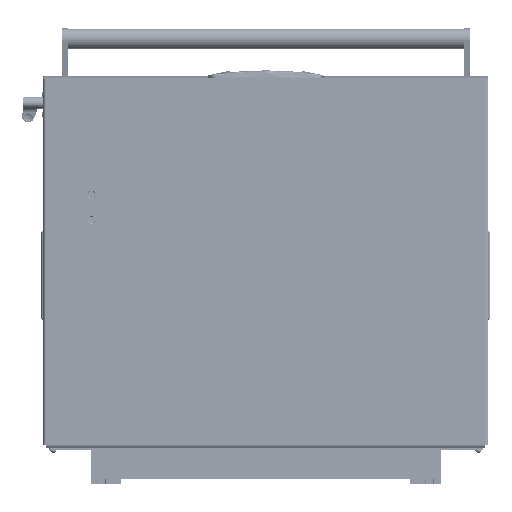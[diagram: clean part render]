
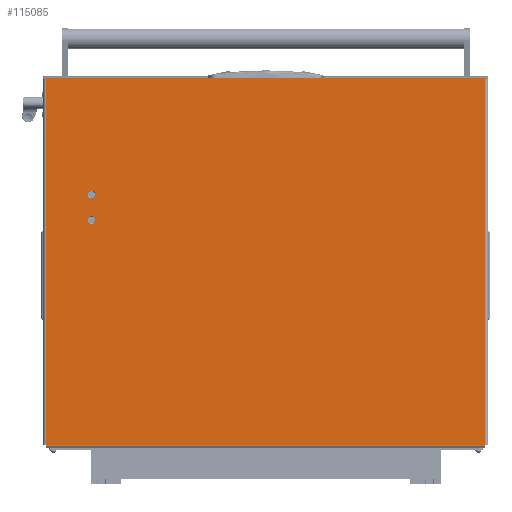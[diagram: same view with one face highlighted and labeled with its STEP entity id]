
A CAD part, front view. The second image highlights one B-rep face of the part: STEP entity #115085.
In plain terms, the highlighted face is planar.
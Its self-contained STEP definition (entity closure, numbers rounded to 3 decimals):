
#527 = DIRECTION ( 'NONE',  ( 0., 1., 0. ) ) ;
#3464 = CARTESIAN_POINT ( 'NONE',  ( 189.8, 545., 0. ) ) ;
#4024 = ORIENTED_EDGE ( 'NONE', *, *, #86496, .T. ) ;
#5686 = CARTESIAN_POINT ( 'NONE',  ( 0., -2., 0. ) ) ;
#7585 = CIRCLE ( 'NONE', #60125, 5.2 ) ;
#7591 = CARTESIAN_POINT ( 'NONE',  ( -2., 610., 0. ) ) ;
#7988 = ORIENTED_EDGE ( 'NONE', *, *, #30363, .T. ) ;
#8027 = CARTESIAN_POINT ( 'NONE',  ( -2., -2., 0. ) ) ;
#8699 = LINE ( 'NONE', #10125, #35116 ) ;
#9023 = AXIS2_PLACEMENT_3D ( 'NONE', #47474, #79707, #48168 ) ;
#10125 = CARTESIAN_POINT ( 'NONE',  ( 0., 0., 0. ) ) ;
#11187 = CARTESIAN_POINT ( 'NONE',  ( 160., 545., 0. ) ) ;
#12717 = AXIS2_PLACEMENT_3D ( 'NONE', #81238, #70450, #124915 ) ;
#14953 = EDGE_LOOP ( 'NONE', ( #100311, #17705 ) ) ;
#15630 = LINE ( 'NONE', #113709, #108118 ) ;
#16248 = VECTOR ( 'NONE', #527, 1000. ) ;
#17391 = DIRECTION ( 'NONE',  ( 0., 0., -1. ) ) ;
#17705 = ORIENTED_EDGE ( 'NONE', *, *, #95521, .F. ) ;
#19459 = LINE ( 'NONE', #53820, #106672 ) ;
#20565 = CARTESIAN_POINT ( 'NONE',  ( 506., 0., 0. ) ) ;
#23958 = AXIS2_PLACEMENT_3D ( 'NONE', #63701, #30086, #73714 ) ;
#26134 = DIRECTION ( 'NONE',  ( -1., 0., 0. ) ) ;
#26723 = EDGE_CURVE ( 'NONE', #107209, #36135, #98242, .T. ) ;
#27473 = FACE_BOUND ( 'NONE', #14953, .T. ) ;
#30086 = DIRECTION ( 'NONE',  ( 0., 0., -1. ) ) ;
#30363 = EDGE_CURVE ( 'NONE', #136037, #120490, #15630, .T. ) ;
#35116 = VECTOR ( 'NONE', #53784, 1000. ) ;
#36135 = VERTEX_POINT ( 'NONE', #118844 ) ;
#39959 = VERTEX_POINT ( 'NONE', #98153 ) ;
#40120 = DIRECTION ( 'NONE',  ( 1., 0., 0. ) ) ;
#40268 = LINE ( 'NONE', #106809, #46625 ) ;
#40408 = ORIENTED_EDGE ( 'NONE', *, *, #82752, .T. ) ;
#45883 = ORIENTED_EDGE ( 'NONE', *, *, #59323, .F. ) ;
#46625 = VECTOR ( 'NONE', #116854, 1000. ) ;
#47474 = CARTESIAN_POINT ( 'NONE',  ( 160., 545., 0. ) ) ;
#48168 = DIRECTION ( 'NONE',  ( -1., 0., 0. ) ) ;
#48282 = ORIENTED_EDGE ( 'NONE', *, *, #72466, .T. ) ;
#52586 = VECTOR ( 'NONE', #26134, 1000. ) ;
#52804 = VERTEX_POINT ( 'NONE', #3464 ) ;
#53102 = DIRECTION ( 'NONE',  ( 0., 1., 0. ) ) ;
#53784 = DIRECTION ( 'NONE',  ( 1., 0., 0. ) ) ;
#53820 = CARTESIAN_POINT ( 'NONE',  ( -2., -4., 0. ) ) ;
#55947 = CIRCLE ( 'NONE', #23958, 5.2 ) ;
#56992 = LINE ( 'NONE', #102066, #102616 ) ;
#59323 = EDGE_CURVE ( 'NONE', #36135, #107209, #7585, .T. ) ;
#59954 = EDGE_CURVE ( 'NONE', #39959, #120490, #8699, .T. ) ;
#60125 = AXIS2_PLACEMENT_3D ( 'NONE', #11187, #74878, #118564 ) ;
#60980 = VERTEX_POINT ( 'NONE', #7591 ) ;
#61427 = EDGE_CURVE ( 'NONE', #52804, #117594, #122404, .T. ) ;
#63701 = CARTESIAN_POINT ( 'NONE',  ( 195., 545., 0. ) ) ;
#63777 = VECTOR ( 'NONE', #40120, 1000. ) ;
#66953 = CARTESIAN_POINT ( 'NONE',  ( 0., -2., 0. ) ) ;
#69812 = DIRECTION ( 'NONE',  ( -1., 0., 0. ) ) ;
#70395 = FACE_OUTER_BOUND ( 'NONE', #134905, .T. ) ;
#70450 = DIRECTION ( 'NONE',  ( 0., 0., -1. ) ) ;
#71096 = CARTESIAN_POINT ( 'NONE',  ( 0., 608., 0. ) ) ;
#71747 = CARTESIAN_POINT ( 'NONE',  ( 506., 608., 0. ) ) ;
#72466 = EDGE_CURVE ( 'NONE', #118050, #60980, #19459, .T. ) ;
#73474 = VERTEX_POINT ( 'NONE', #107698 ) ;
#73714 = DIRECTION ( 'NONE',  ( -1., 0., 0. ) ) ;
#74878 = DIRECTION ( 'NONE',  ( 0., 0., -1. ) ) ;
#78299 = VERTEX_POINT ( 'NONE', #109228 ) ;
#79151 = EDGE_LOOP ( 'NONE', ( #103238, #45883 ) ) ;
#79707 = DIRECTION ( 'NONE',  ( 0., 0., -1. ) ) ;
#80529 = ORIENTED_EDGE ( 'NONE', *, *, #59954, .F. ) ;
#81238 = CARTESIAN_POINT ( 'NONE',  ( 195., 545., 0. ) ) ;
#82088 = VERTEX_POINT ( 'NONE', #5686 ) ;
#82752 = EDGE_CURVE ( 'NONE', #60980, #73474, #138262, .T. ) ;
#83093 = CARTESIAN_POINT ( 'NONE',  ( 0., 610., 0. ) ) ;
#83252 = CARTESIAN_POINT ( 'NONE',  ( 154.8, 545., 0. ) ) ;
#83612 = AXIS2_PLACEMENT_3D ( 'NONE', #71096, #17391, #93312 ) ;
#86496 = EDGE_CURVE ( 'NONE', #82088, #118050, #89874, .T. ) ;
#87156 = CARTESIAN_POINT ( 'NONE',  ( 0., -4., 0. ) ) ;
#89874 = LINE ( 'NONE', #66953, #52586 ) ;
#93312 = DIRECTION ( 'NONE',  ( -1., 0., 0. ) ) ;
#94811 = ORIENTED_EDGE ( 'NONE', *, *, #117990, .F. ) ;
#95521 = EDGE_CURVE ( 'NONE', #117594, #52804, #55947, .T. ) ;
#98153 = CARTESIAN_POINT ( 'NONE',  ( 0., 0., 0. ) ) ;
#98242 = CIRCLE ( 'NONE', #9023, 5.2 ) ;
#100196 = EDGE_CURVE ( 'NONE', #136037, #78299, #56992, .T. ) ;
#100311 = ORIENTED_EDGE ( 'NONE', *, *, #61427, .F. ) ;
#102066 = CARTESIAN_POINT ( 'NONE',  ( 0., 608., 0. ) ) ;
#102616 = VECTOR ( 'NONE', #69812, 1000. ) ;
#103238 = ORIENTED_EDGE ( 'NONE', *, *, #26723, .F. ) ;
#106672 = VECTOR ( 'NONE', #53102, 1000. ) ;
#106809 = CARTESIAN_POINT ( 'NONE',  ( 0., -4., 0. ) ) ;
#107209 = VERTEX_POINT ( 'NONE', #83252 ) ;
#107698 = CARTESIAN_POINT ( 'NONE',  ( 0., 610., 0. ) ) ;
#108118 = VECTOR ( 'NONE', #112304, 1000. ) ;
#108587 = LINE ( 'NONE', #87156, #16248 ) ;
#109228 = CARTESIAN_POINT ( 'NONE',  ( 0., 608., 0. ) ) ;
#112304 = DIRECTION ( 'NONE',  ( 0., -1., 0. ) ) ;
#113371 = PLANE ( 'NONE',  #83612 ) ;
#113709 = CARTESIAN_POINT ( 'NONE',  ( 506., 608., 0. ) ) ;
#113940 = ORIENTED_EDGE ( 'NONE', *, *, #100196, .F. ) ;
#115085 = ADVANCED_FACE ( 'NONE', ( #137042, #27473, #70395 ), #113371, .T. ) ;
#116854 = DIRECTION ( 'NONE',  ( 0., 1., 0. ) ) ;
#117594 = VERTEX_POINT ( 'NONE', #124219 ) ;
#117990 = EDGE_CURVE ( 'NONE', #82088, #39959, #40268, .T. ) ;
#118050 = VERTEX_POINT ( 'NONE', #8027 ) ;
#118564 = DIRECTION ( 'NONE',  ( -1., 0., 0. ) ) ;
#118844 = CARTESIAN_POINT ( 'NONE',  ( 165.2, 545., 0. ) ) ;
#120490 = VERTEX_POINT ( 'NONE', #20565 ) ;
#120593 = EDGE_CURVE ( 'NONE', #78299, #73474, #108587, .T. ) ;
#122404 = CIRCLE ( 'NONE', #12717, 5.2 ) ;
#124219 = CARTESIAN_POINT ( 'NONE',  ( 200.2, 545., 0. ) ) ;
#124688 = ORIENTED_EDGE ( 'NONE', *, *, #120593, .F. ) ;
#124915 = DIRECTION ( 'NONE',  ( -1., 0., 0. ) ) ;
#134905 = EDGE_LOOP ( 'NONE', ( #94811, #4024, #48282, #40408, #124688, #113940, #7988, #80529 ) ) ;
#136037 = VERTEX_POINT ( 'NONE', #71747 ) ;
#137042 = FACE_BOUND ( 'NONE', #79151, .T. ) ;
#138262 = LINE ( 'NONE', #83093, #63777 ) ;
